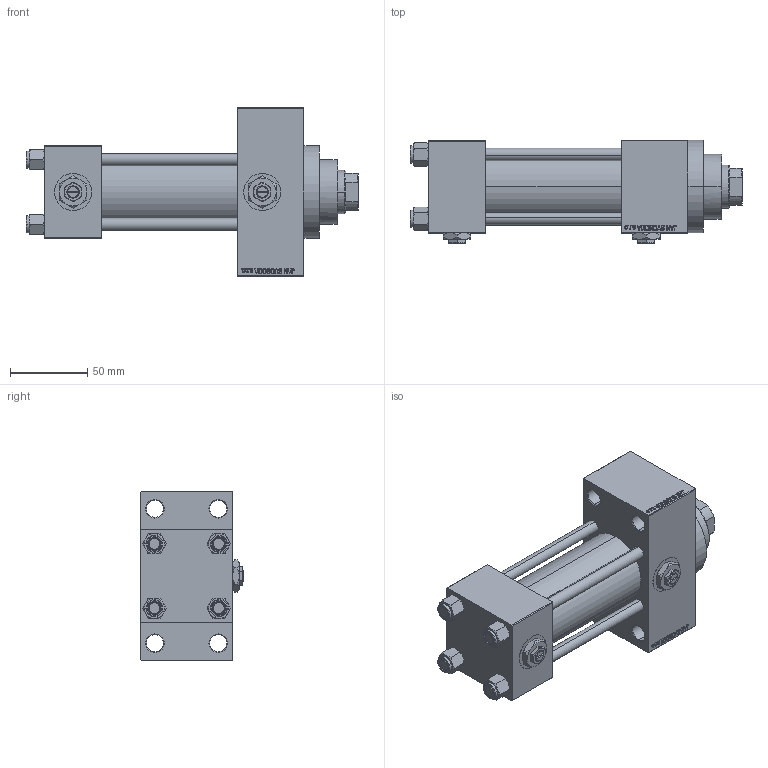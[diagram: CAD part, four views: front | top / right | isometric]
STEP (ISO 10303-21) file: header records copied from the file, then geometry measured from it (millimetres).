
FILE_DESCRIPTION (( 'STEP AP203' ), '1' );
FILE_NAME ('01e9.STEP', '2022-04-16T04:43:03', ( '' ), ( '' ), 'SwSTEP 2.0', 'SolidWorks 2019', '' );
FILE_SCHEMA (( 'CONFIG_CONTROL_DESIGN' ));
Length unit declared in the file: millimetre
Products named in the file (7): Zatka_pro_OIL_PORT 1d18c9206b6ab04912485409053225c2; NUT_M5_D 1d18c9206b6ab04912485409053225c2; V215CR_D_Body 1d18c9206b6ab04912485409053225c2; V215CR_D_TYCINKA 1d18c9206b6ab04912485409053225c2; V215CR_VCP_D 1d18c9206b6ab04912485409053225c2; V215_VC_A 1d18c9206b6ab04912485409053225c2; 01e9
Assembly tree (13 placements, depth 2):
  01e9
    V215CR_D_Body 1d18c9206b6ab04912485409053225c2
    V215CR_VCP_D 1d18c9206b6ab04912485409053225c2
    NUT_M5_D 1d18c9206b6ab04912485409053225c2  x4
    V215CR_D_TYCINKA 1d18c9206b6ab04912485409053225c2  x4
    V215_VC_A 1d18c9206b6ab04912485409053225c2
    Zatka_pro_OIL_PORT 1d18c9206b6ab04912485409053225c2  x2
Bounding box: 215 x 67 x 109 mm (x, y, z)
Volume: 568397 mm3; surface area: 144204.4 mm2
Topology: 13 solids, 13 shells, 1216 faces, 3012 edges, 1937 vertices
Faces by surface type: plane 550, bspline 368, cone 186, cylinder 104, torus 8
Entity records: 49597 total; most frequent: CARTESIAN_POINT 25742, ORIENTED_EDGE 5324, DIRECTION 3522, EDGE_CURVE 2662, VERTEX_POINT 1735, LINE 1560, VECTOR 1560, EDGE_LOOP 1191
